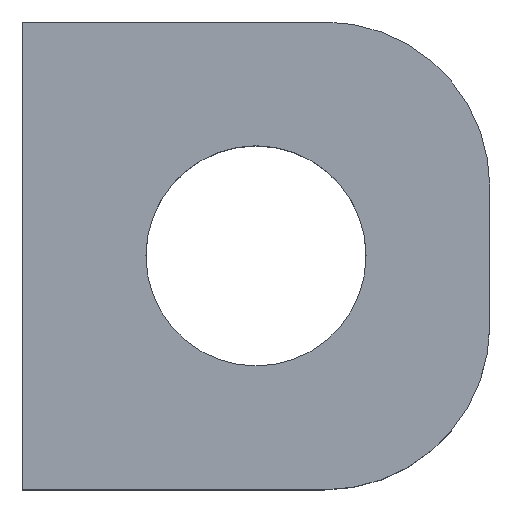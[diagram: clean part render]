
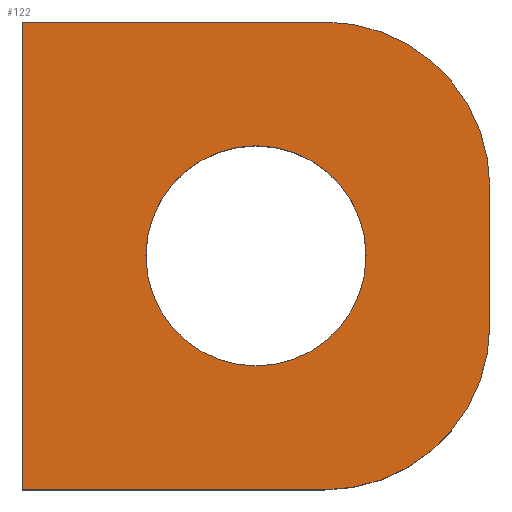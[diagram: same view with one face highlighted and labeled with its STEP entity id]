
A CAD part, top view. The second image highlights one B-rep face of the part: STEP entity #122.
In plain terms, the highlighted planar face has unit normal (0, 0, 1).
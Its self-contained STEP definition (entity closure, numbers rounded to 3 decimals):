
#122=ADVANCED_FACE('',(#166,#167),#131,.T.);
#131=PLANE('',#270);
#140=LINE('',#342,#154);
#141=LINE('',#347,#155);
#142=LINE('',#351,#156);
#143=LINE('',#353,#157);
#154=VECTOR('',#294,1.);
#155=VECTOR('',#297,1.);
#156=VECTOR('',#300,1.);
#157=VECTOR('',#301,1.);
#166=FACE_BOUND('',#172,.T.);
#167=FACE_BOUND('',#173,.T.);
#172=EDGE_LOOP('',(#189));
#173=EDGE_LOOP('',(#190,#191,#192,#193,#194,#195));
#189=ORIENTED_EDGE('',*,*,#243,.T.);
#190=ORIENTED_EDGE('',*,*,#244,.F.);
#191=ORIENTED_EDGE('',*,*,#245,.T.);
#192=ORIENTED_EDGE('',*,*,#246,.F.);
#193=ORIENTED_EDGE('',*,*,#247,.T.);
#194=ORIENTED_EDGE('',*,*,#248,.F.);
#195=ORIENTED_EDGE('',*,*,#249,.F.);
#229=VERTEX_POINT('',#341);
#230=VERTEX_POINT('',#343);
#231=VERTEX_POINT('',#344);
#232=VERTEX_POINT('',#346);
#233=VERTEX_POINT('',#348);
#234=VERTEX_POINT('',#350);
#235=VERTEX_POINT('',#352);
#243=EDGE_CURVE('',#229,#229,#259,.T.);
#244=EDGE_CURVE('',#230,#231,#140,.T.);
#245=EDGE_CURVE('',#230,#232,#260,.T.);
#246=EDGE_CURVE('',#233,#232,#141,.T.);
#247=EDGE_CURVE('',#233,#234,#261,.T.);
#248=EDGE_CURVE('',#235,#234,#142,.T.);
#249=EDGE_CURVE('',#231,#235,#143,.T.);
#259=CIRCLE('',#267,0.04);
#260=CIRCLE('',#268,0.06);
#261=CIRCLE('',#269,0.06);
#267=AXIS2_PLACEMENT_3D('',#340,#292,#293);
#268=AXIS2_PLACEMENT_3D('',#345,#295,#296);
#269=AXIS2_PLACEMENT_3D('',#349,#298,#299);
#270=AXIS2_PLACEMENT_3D('',#354,#302,#303);
#292=DIRECTION('',(0.,0.,-1.));
#293=DIRECTION('',(1.,0.,0.));
#294=DIRECTION('',(-1.,0.,0.));
#295=DIRECTION('',(0.,0.,1.));
#296=DIRECTION('',(1.,0.,0.));
#297=DIRECTION('',(0.,-1.,0.));
#298=DIRECTION('',(0.,0.,1.));
#299=DIRECTION('',(1.,0.,0.));
#300=DIRECTION('',(1.,0.,0.));
#301=DIRECTION('',(0.,1.,0.));
#302=DIRECTION('',(0.,0.,1.));
#303=DIRECTION('',(1.,0.,0.));
#340=CARTESIAN_POINT('',(0.5,0.25,0.25));
#341=CARTESIAN_POINT('',(0.54,0.25,0.25));
#342=CARTESIAN_POINT('',(0.5,0.165,0.25));
#343=CARTESIAN_POINT('',(0.525,0.165,0.25));
#344=CARTESIAN_POINT('',(0.415,0.165,0.25));
#345=CARTESIAN_POINT('',(0.525,0.225,0.25));
#346=CARTESIAN_POINT('',(0.585,0.225,0.25));
#347=CARTESIAN_POINT('',(0.585,0.25,0.25));
#348=CARTESIAN_POINT('',(0.585,0.275,0.25));
#349=CARTESIAN_POINT('',(0.525,0.275,0.25));
#350=CARTESIAN_POINT('',(0.525,0.335,0.25));
#351=CARTESIAN_POINT('',(0.5,0.335,0.25));
#352=CARTESIAN_POINT('',(0.415,0.335,0.25));
#353=CARTESIAN_POINT('',(0.415,0.25,0.25));
#354=CARTESIAN_POINT('',(0.5,0.25,0.25));
